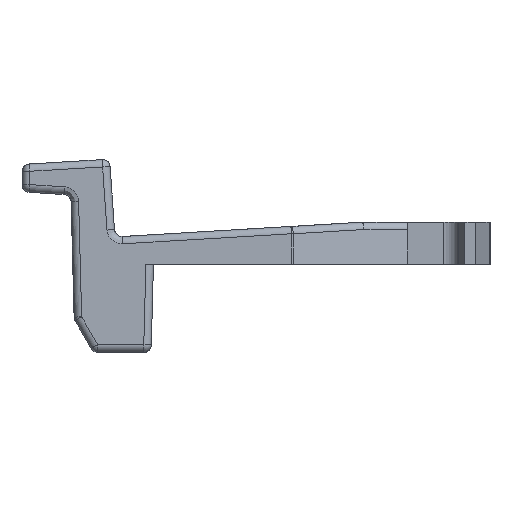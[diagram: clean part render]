
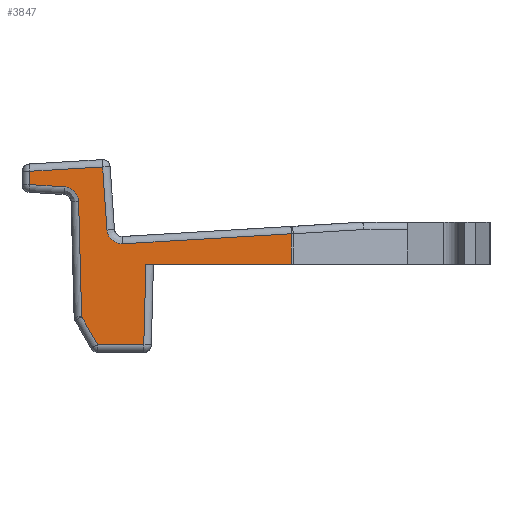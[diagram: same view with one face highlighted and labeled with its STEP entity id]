
A CAD part, left-side view. The second image highlights one B-rep face of the part: STEP entity #3847.
In plain terms, the highlighted planar face has unit normal (-1, 0, 0.026).
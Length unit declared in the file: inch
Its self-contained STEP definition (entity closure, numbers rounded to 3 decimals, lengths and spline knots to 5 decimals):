
#82=PLANE('',#4195);
#311=LINE('',#6137,#719);
#312=LINE('',#6139,#720);
#313=LINE('',#6141,#721);
#314=LINE('',#6145,#722);
#315=LINE('',#6199,#723);
#316=LINE('',#6201,#724);
#317=LINE('',#6203,#725);
#318=LINE('',#6207,#726);
#320=LINE('',#6262,#728);
#437=LINE('',#6683,#845);
#438=LINE('',#6684,#846);
#719=VECTOR('',#4802,0.10497);
#720=VECTOR('',#4805,0.06019);
#721=VECTOR('',#4808,0.04192);
#722=VECTOR('',#4813,0.15081);
#723=VECTOR('',#4818,0.04576);
#724=VECTOR('',#4821,0.0174);
#725=VECTOR('',#4824,0.09511);
#726=VECTOR('',#4829,0.08233);
#728=VECTOR('',#4835,0.22041);
#845=VECTOR('',#5134,0.03993);
#846=VECTOR('',#5135,0.19015);
#1176=FACE_OUTER_BOUND('',#1372,.T.);
#1372=EDGE_LOOP('',(#3298,#3299,#3300,#3301,#3302,#3303,#3304,#3305,#3306,
#3307,#3308,#3309,#3310));
#1444=B_SPLINE_CURVE_WITH_KNOTS('',3,(#6188,#6189,#6190,#6191,#6192,#6193,
#6194,#6195,#6196,#6197),.UNSPECIFIED.,.F.,.F.,(4,3,3,4),(0.,0.25,0.5,
1.),.UNSPECIFIED.);
#1445=B_SPLINE_CURVE_WITH_KNOTS('',3,(#6250,#6251,#6252,#6253,#6254,#6255,
#6256,#6257,#6258,#6259),.UNSPECIFIED.,.F.,.F.,(4,3,3,4),(0.,0.25,0.5,
1.),.UNSPECIFIED.);
#1584=VERTEX_POINT('',#5463);
#1592=VERTEX_POINT('',#5561);
#1726=VERTEX_POINT('',#5926);
#1727=VERTEX_POINT('',#5930);
#1728=VERTEX_POINT('',#5934);
#1729=VERTEX_POINT('',#5938);
#1730=VERTEX_POINT('',#5942);
#1791=VERTEX_POINT('',#6135);
#1792=VERTEX_POINT('',#6143);
#1793=VERTEX_POINT('',#6186);
#1794=VERTEX_POINT('',#6205);
#1795=VERTEX_POINT('',#6248);
#1901=VERTEX_POINT('',#6682);
#2239=EDGE_CURVE('',#1791,#1726,#311,.T.);
#2240=EDGE_CURVE('',#1726,#1727,#312,.T.);
#2241=EDGE_CURVE('',#1727,#1592,#313,.T.);
#2243=EDGE_CURVE('',#1592,#1792,#314,.T.);
#2245=EDGE_CURVE('',#1792,#1793,#1444,.T.);
#2246=EDGE_CURVE('',#1793,#1728,#315,.T.);
#2247=EDGE_CURVE('',#1728,#1729,#316,.T.);
#2248=EDGE_CURVE('',#1729,#1730,#317,.T.);
#2250=EDGE_CURVE('',#1730,#1794,#318,.T.);
#2252=EDGE_CURVE('',#1794,#1795,#1445,.T.);
#2254=EDGE_CURVE('',#1795,#1584,#320,.T.);
#2420=EDGE_CURVE('',#1584,#1901,#437,.T.);
#2421=EDGE_CURVE('',#1791,#1901,#438,.T.);
#3298=ORIENTED_EDGE('',*,*,#2420,.F.);
#3299=ORIENTED_EDGE('',*,*,#2254,.F.);
#3300=ORIENTED_EDGE('',*,*,#2252,.F.);
#3301=ORIENTED_EDGE('',*,*,#2250,.F.);
#3302=ORIENTED_EDGE('',*,*,#2248,.F.);
#3303=ORIENTED_EDGE('',*,*,#2247,.F.);
#3304=ORIENTED_EDGE('',*,*,#2246,.F.);
#3305=ORIENTED_EDGE('',*,*,#2245,.F.);
#3306=ORIENTED_EDGE('',*,*,#2243,.F.);
#3307=ORIENTED_EDGE('',*,*,#2241,.F.);
#3308=ORIENTED_EDGE('',*,*,#2240,.F.);
#3309=ORIENTED_EDGE('',*,*,#2239,.F.);
#3310=ORIENTED_EDGE('',*,*,#2421,.T.);
#3847=ADVANCED_FACE('',(#1176),#82,.F.);
#4195=AXIS2_PLACEMENT_3D('',#6681,#5132,#5133);
#4802=DIRECTION('',(-0.026,0.026,-0.999));
#4805=DIRECTION('',(0.,1.,0.));
#4808=DIRECTION('',(0.023,0.5,0.866));
#4813=DIRECTION('',(0.026,0.026,0.999));
#4818=DIRECTION('',(0.002,0.998,0.063));
#4821=DIRECTION('',(0.026,-0.026,0.999));
#4824=DIRECTION('',(0.002,-0.998,0.06));
#4829=DIRECTION('',(-0.026,-0.07,-0.997));
#4835=DIRECTION('',(0.002,-0.998,0.06));
#5132=DIRECTION('center_axis',(1.,0.,-0.026));
#5133=DIRECTION('ref_axis',(-0.026,0.,-1.));
#5134=DIRECTION('',(-0.026,-0.003,-1.));
#5135=DIRECTION('',(0.,-1.,0.));
#5463=CARTESIAN_POINT('',(-1.05594,-0.18317,0.15492));
#5561=CARTESIAN_POINT('',(-1.05879,0.09073,0.04639));
#5926=CARTESIAN_POINT('',(-1.05974,0.00959,0.0101));
#5930=CARTESIAN_POINT('',(-1.05974,0.06978,0.0101));
#5934=CARTESIAN_POINT('',(-1.05426,0.15879,0.2191));
#5938=CARTESIAN_POINT('',(-1.05381,0.15834,0.23649));
#5942=CARTESIAN_POINT('',(-1.05366,0.0634,0.24216));
#6135=CARTESIAN_POINT('',(-1.05699,0.00684,0.115));
#6137=CARTESIAN_POINT('',(-1.05699,0.00684,0.115));
#6139=CARTESIAN_POINT('',(-1.05974,0.00959,0.0101));
#6141=CARTESIAN_POINT('',(-1.05974,0.06978,0.0101));
#6143=CARTESIAN_POINT('',(-1.05484,0.09468,0.1971));
#6145=CARTESIAN_POINT('',(-1.05879,0.09073,0.04639));
#6186=CARTESIAN_POINT('',(-1.05434,0.11312,0.21623));
#6188=CARTESIAN_POINT('Ctrl Pts',(-1.05484,0.09468,
0.1971));
#6189=CARTESIAN_POINT('Ctrl Pts',(-1.05476,0.09476,
0.20019));
#6190=CARTESIAN_POINT('Ctrl Pts',(-1.05468,0.09558,0.20308));
#6191=CARTESIAN_POINT('Ctrl Pts',(-1.05462,0.09684,
0.20554));
#6192=CARTESIAN_POINT('Ctrl Pts',(-1.05455,0.09809,
0.208));
#6193=CARTESIAN_POINT('Ctrl Pts',(-1.0545,0.09979,
0.21003));
#6194=CARTESIAN_POINT('Ctrl Pts',(-1.05446,0.10165,0.2116));
#6195=CARTESIAN_POINT('Ctrl Pts',(-1.05438,0.10536,0.21474));
#6196=CARTESIAN_POINT('Ctrl Pts',(-1.05434,0.1096,0.21601));
#6197=CARTESIAN_POINT('Ctrl Pts',(-1.05434,0.11312,0.21623));
#6199=CARTESIAN_POINT('',(-1.05434,0.11312,0.21623));
#6201=CARTESIAN_POINT('',(-1.05426,0.15879,0.2191));
#6203=CARTESIAN_POINT('',(-1.05381,0.15834,0.23649));
#6205=CARTESIAN_POINT('',(-1.05581,0.05766,0.16006));
#6207=CARTESIAN_POINT('',(-1.05366,0.0634,0.24216));
#6248=CARTESIAN_POINT('',(-1.05629,0.03685,0.14178));
#6250=CARTESIAN_POINT('Ctrl Pts',(-1.05581,0.05766,
0.16006));
#6251=CARTESIAN_POINT('Ctrl Pts',(-1.05589,0.05744,
0.15692));
#6252=CARTESIAN_POINT('Ctrl Pts',(-1.05597,0.05648,
0.15401));
#6253=CARTESIAN_POINT('Ctrl Pts',(-1.05603,0.05505,
0.15154));
#6254=CARTESIAN_POINT('Ctrl Pts',(-1.0561,0.05362,
0.14908));
#6255=CARTESIAN_POINT('Ctrl Pts',(-1.05615,0.05172,
0.14706));
#6256=CARTESIAN_POINT('Ctrl Pts',(-1.05619,0.04966,
0.14555));
#6257=CARTESIAN_POINT('Ctrl Pts',(-1.05627,0.04553,
0.14252));
#6258=CARTESIAN_POINT('Ctrl Pts',(-1.05629,0.0408,
0.14154));
#6259=CARTESIAN_POINT('Ctrl Pts',(-1.05629,0.03685,
0.14178));
#6262=CARTESIAN_POINT('',(-1.05629,0.03685,0.14178));
#6681=CARTESIAN_POINT('Origin',(-1.06,-0.40107,0.));
#6682=CARTESIAN_POINT('',(-1.05699,-0.18331,0.115));
#6683=CARTESIAN_POINT('',(-1.05594,-0.18317,0.15492));
#6684=CARTESIAN_POINT('',(-1.05699,0.00684,0.115));
